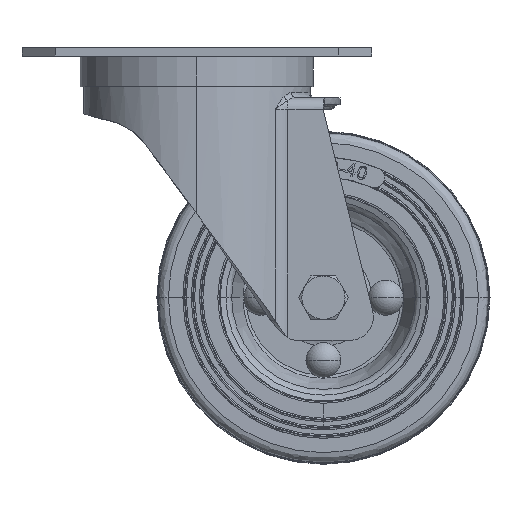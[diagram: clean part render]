
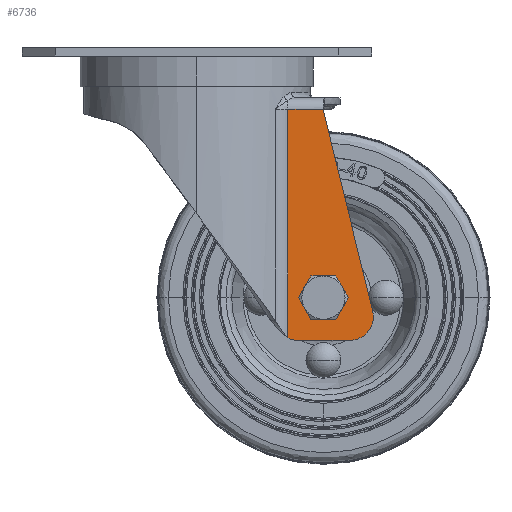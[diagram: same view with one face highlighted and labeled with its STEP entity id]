
A CAD part, top view. The second image highlights one B-rep face of the part: STEP entity #6736.
In plain terms, the highlighted planar face has unit normal (0, 0, 1).
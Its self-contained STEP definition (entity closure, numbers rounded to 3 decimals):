
#389 = CARTESIAN_POINT ( 'NONE',  ( 46., -87.8, 23. ) ) ;
#792 = DIRECTION ( 'NONE',  ( -0.239, 0.971, 0. ) ) ;
#808 = CARTESIAN_POINT ( 'NONE',  ( 38., -75., 23. ) ) ;
#1664 = EDGE_CURVE ( 'NONE', #28638, #33683, #6028, .T. ) ;
#4010 = EDGE_LOOP ( 'NONE', ( #44534, #18639, #14286, #4015, #45474, #27069 ) ) ;
#4015 = ORIENTED_EDGE ( 'NONE', *, *, #13595, .T. ) ;
#4070 = AXIS2_PLACEMENT_3D ( 'NONE', #808, #25579, #4361 ) ;
#4361 = DIRECTION ( 'NONE',  ( -1., 0., 0. ) ) ;
#4491 = FACE_OUTER_BOUND ( 'NONE', #4010, .T. ) ;
#4563 = VERTEX_POINT ( 'NONE', #13970 ) ;
#4721 = CARTESIAN_POINT ( 'NONE',  ( 27.35, -86.889, 23. ) ) ;
#5399 = CARTESIAN_POINT ( 'NONE',  ( 30.301, -87.8, 23. ) ) ;
#5727 = VERTEX_POINT ( 'NONE', #4721 ) ;
#6028 = LINE ( 'NONE', #14209, #15406 ) ;
#6181 = CARTESIAN_POINT ( 'NONE',  ( 42.1, -75., 23. ) ) ;
#6736 = ADVANCED_FACE ( 'NONE', ( #12790, #4491 ), #16588, .T. ) ;
#8017 = CARTESIAN_POINT ( 'NONE',  ( 37.892, -18.5, 23. ) ) ;
#9175 = EDGE_CURVE ( 'NONE', #16695, #5727, #41193, .T. ) ;
#9621 = AXIS2_PLACEMENT_3D ( 'NONE', #34700, #13472, #38288 ) ;
#12201 = AXIS2_PLACEMENT_3D ( 'NONE', #16750, #41552, #20332 ) ;
#12510 = CARTESIAN_POINT ( 'NONE',  ( 29.261, -87.723, 23. ) ) ;
#12790 = FACE_BOUND ( 'NONE', #35961, .T. ) ;
#13472 = DIRECTION ( 'NONE',  ( 0., 0., -1. ) ) ;
#13595 = EDGE_CURVE ( 'NONE', #16695, #21605, #30837, .T. ) ;
#13970 = CARTESIAN_POINT ( 'NONE',  ( 33.9, -75., 23. ) ) ;
#14209 = CARTESIAN_POINT ( 'NONE',  ( 27.196, -18.5, 23. ) ) ;
#14286 = ORIENTED_EDGE ( 'NONE', *, *, #9175, .F. ) ;
#15406 = VECTOR ( 'NONE', #42608, 1000. ) ;
#15435 = DIRECTION ( 'NONE',  ( 0., -1., 0. ) ) ;
#16066 = CARTESIAN_POINT ( 'NONE',  ( 28.263, -87.397, 23. ) ) ;
#16588 = PLANE ( 'NONE',  #12201 ) ;
#16695 = VERTEX_POINT ( 'NONE', #21227 ) ;
#16750 = CARTESIAN_POINT ( 'NONE',  ( 24.145, -17., 23. ) ) ;
#18242 = ORIENTED_EDGE ( 'NONE', *, *, #25476, .T. ) ;
#18420 = CARTESIAN_POINT ( 'NONE',  ( 52.798, -79.129, 23. ) ) ;
#18639 = ORIENTED_EDGE ( 'NONE', *, *, #44742, .T. ) ;
#19023 = AXIS2_PLACEMENT_3D ( 'NONE', #20410, #45191, #23944 ) ;
#19647 = CARTESIAN_POINT ( 'NONE',  ( 27.567, -87.039, 23. ) ) ;
#20332 = DIRECTION ( 'NONE',  ( 1., 0., 0. ) ) ;
#20410 = CARTESIAN_POINT ( 'NONE',  ( 46., -80.8, 23. ) ) ;
#20982 = CARTESIAN_POINT ( 'NONE',  ( 27.35, -18.5, 23. ) ) ;
#21227 = CARTESIAN_POINT ( 'NONE',  ( 30.301, -87.8, 23. ) ) ;
#21605 = VERTEX_POINT ( 'NONE', #389 ) ;
#22220 = CARTESIAN_POINT ( 'NONE',  ( 52.798, -79.129, 23. ) ) ;
#22459 = CIRCLE ( 'NONE', #9621, 4.1 ) ;
#23944 = DIRECTION ( 'NONE',  ( -1., 0., 0. ) ) ;
#24228 = VERTEX_POINT ( 'NONE', #6181 ) ;
#24241 = EDGE_CURVE ( 'NONE', #21605, #35957, #31542, .T. ) ;
#25476 = EDGE_CURVE ( 'NONE', #24228, #4563, #22459, .T. ) ;
#25579 = DIRECTION ( 'NONE',  ( 0., 0., -1. ) ) ;
#25690 = CARTESIAN_POINT ( 'NONE',  ( 24.145, -87.8, 23. ) ) ;
#26477 = EDGE_CURVE ( 'NONE', #4563, #24228, #45233, .T. ) ;
#26625 = CARTESIAN_POINT ( 'NONE',  ( 29.774, -87.8, 23. ) ) ;
#27069 = ORIENTED_EDGE ( 'NONE', *, *, #34702, .T. ) ;
#27370 = VECTOR ( 'NONE', #792, 1000. ) ;
#27939 = LINE ( 'NONE', #40232, #37300 ) ;
#28638 = VERTEX_POINT ( 'NONE', #20982 ) ;
#29302 = DIRECTION ( 'NONE',  ( 1., 0., 0. ) ) ;
#30837 = LINE ( 'NONE', #25690, #40234 ) ;
#31542 = CIRCLE ( 'NONE', #19023, 7. ) ;
#33683 = VERTEX_POINT ( 'NONE', #8017 ) ;
#34700 = CARTESIAN_POINT ( 'NONE',  ( 38., -75., 23. ) ) ;
#34702 = EDGE_CURVE ( 'NONE', #35957, #33683, #37883, .T. ) ;
#35957 = VERTEX_POINT ( 'NONE', #22220 ) ;
#35961 = EDGE_LOOP ( 'NONE', ( #37838, #18242 ) ) ;
#37296 = CARTESIAN_POINT ( 'NONE',  ( 28.51, -87.493, 23. ) ) ;
#37300 = VECTOR ( 'NONE', #15435, 1000. ) ;
#37838 = ORIENTED_EDGE ( 'NONE', *, *, #26477, .T. ) ;
#37883 = LINE ( 'NONE', #18420, #27370 ) ;
#38288 = DIRECTION ( 'NONE',  ( -1., 0., 0. ) ) ;
#40232 = CARTESIAN_POINT ( 'NONE',  ( 27.35, -10.992, 23. ) ) ;
#40234 = VECTOR ( 'NONE', #29302, 1000. ) ;
#40864 = CARTESIAN_POINT ( 'NONE',  ( 27.793, -87.17, 23. ) ) ;
#41193 = B_SPLINE_CURVE_WITH_KNOTS ( 'NONE', 3,
 ( #5399, #26625, #12510, #37296, #16066, #40864, #19647, #44460 ),
 .UNSPECIFIED., .F., .F.,
 ( 4, 2, 2, 4 ),
 ( 0., 0.002, 0.002, 0.003 ),
 .UNSPECIFIED. ) ;
#41552 = DIRECTION ( 'NONE',  ( 0., 0., 1. ) ) ;
#42608 = DIRECTION ( 'NONE',  ( 1., 0., 0. ) ) ;
#44460 = CARTESIAN_POINT ( 'NONE',  ( 27.35, -86.889, 23. ) ) ;
#44534 = ORIENTED_EDGE ( 'NONE', *, *, #1664, .F. ) ;
#44742 = EDGE_CURVE ( 'NONE', #28638, #5727, #27939, .T. ) ;
#45191 = DIRECTION ( 'NONE',  ( 0., 0., 1. ) ) ;
#45233 = CIRCLE ( 'NONE', #4070, 4.1 ) ;
#45474 = ORIENTED_EDGE ( 'NONE', *, *, #24241, .T. ) ;
